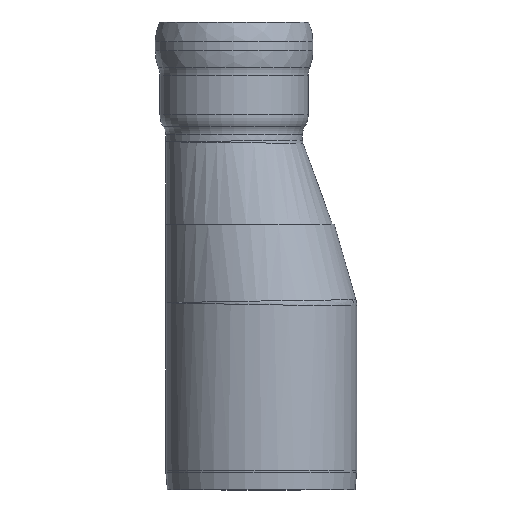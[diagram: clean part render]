
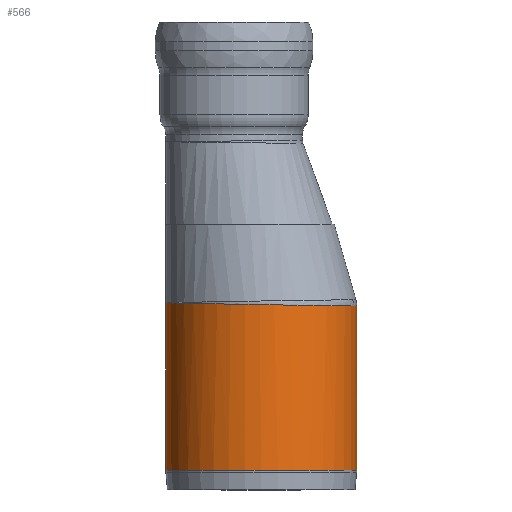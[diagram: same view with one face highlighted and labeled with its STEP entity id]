
A CAD part, front view. The second image highlights one B-rep face of the part: STEP entity #566.
In plain terms, the highlighted cylindrical face has radius 510 mm (diameter 1020 mm), a full revolution.
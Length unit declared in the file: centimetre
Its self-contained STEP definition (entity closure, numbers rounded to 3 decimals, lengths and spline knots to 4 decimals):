
#45=LINE('',#2821,#57);
#57=VECTOR('',#784,51.);
#68=CYLINDRICAL_SURFACE('',#635,51.);
#110=CIRCLE('',#636,51.);
#111=CIRCLE('',#637,51.);
#112=CIRCLE('',#638,51.);
#156=FACE_OUTER_BOUND('',#191,.T.);
#191=EDGE_LOOP('',(#483,#484,#485,#486,#487,#488,#489));
#213=B_SPLINE_CURVE_WITH_KNOTS('',3,(#2658,#2659,#2660,#2661,#2662,#2663,
#2664,#2665,#2666,#2667,#2668,#2669,#2670,#2671,#2672,#2673,#2674,#2675,
#2676,#2677,#2678,#2679,#2680,#2681,#2682,#2683,#2684,#2685,#2686,#2687,
#2688,#2689,#2690,#2691,#2692,#2693,#2694,#2695,#2696,#2697,#2698,#2699),
 .UNSPECIFIED.,.F.,.F.,(4,2,1,1,1,1,1,1,1,1,1,1,1,1,1,1,1,1,1,1,1,1,1,1,
1,1,1,1,1,1,1,1,1,1,1,1,1,1,4),(-0.0684,0.,4.3323,
5.7764,11.5528,14.441,17.3292,20.2174,
23.1056,28.8821,31.7703,33.2144,34.6585,
40.4349,46.2113,49.0995,51.9877,57.7641,
60.6523,63.5405,66.4287,69.3169,72.2051,
75.0933,80.8697,83.758,86.6462,92.4226,
98.199,99.6431,101.0872,103.9754,109.7518,
112.64,115.5282,116.2503,118.4164,121.3046,
121.4303),.UNSPECIFIED.);
#214=B_SPLINE_CURVE_WITH_KNOTS('',3,(#2701,#2702,#2703,#2704,#2705,#2706,
#2707,#2708,#2709,#2710,#2711,#2712,#2713,#2714,#2715,#2716,#2717,#2718,
#2719,#2720,#2721,#2722,#2723,#2724,#2725,#2726,#2727,#2728,#2729,#2730,
#2731,#2732,#2733,#2734,#2735,#2736),.UNSPECIFIED.,.F.,.F.,(4,1,1,1,1,1,
1,1,1,1,1,1,1,1,1,1,1,1,1,1,1,1,1,1,1,1,1,1,1,1,1,2,4),(121.4303,
127.081,129.9692,131.4133,132.8574,138.6339,
144.4103,147.2985,150.1867,155.9631,158.8513,
161.7395,164.6277,167.5159,170.4041,173.2923,
179.0687,181.9569,184.8451,190.6215,196.398,
197.8421,199.2862,202.1744,207.9508,210.839,
213.7272,216.6154,219.5036,225.28,226.7241,
231.0564,231.1249),.UNSPECIFIED.);
#259=VERTEX_POINT('',#2656);
#260=VERTEX_POINT('',#2657);
#261=VERTEX_POINT('',#2700);
#263=VERTEX_POINT('',#2817);
#264=VERTEX_POINT('',#2818);
#335=EDGE_CURVE('',#259,#260,#213,.T.);
#336=EDGE_CURVE('',#260,#261,#214,.T.);
#339=EDGE_CURVE('',#263,#264,#110,.T.);
#340=EDGE_CURVE('',#264,#263,#111,.T.);
#341=EDGE_CURVE('',#264,#260,#45,.T.);
#342=EDGE_CURVE('',#261,#259,#112,.T.);
#483=ORIENTED_EDGE('',*,*,#339,.F.);
#484=ORIENTED_EDGE('',*,*,#340,.F.);
#485=ORIENTED_EDGE('',*,*,#341,.T.);
#486=ORIENTED_EDGE('',*,*,#335,.F.);
#487=ORIENTED_EDGE('',*,*,#342,.F.);
#488=ORIENTED_EDGE('',*,*,#336,.F.);
#489=ORIENTED_EDGE('',*,*,#341,.F.);
#566=ADVANCED_FACE('',(#156),#68,.T.);
#635=AXIS2_PLACEMENT_3D('',#2816,#778,#779);
#636=AXIS2_PLACEMENT_3D('',#2819,#780,#781);
#637=AXIS2_PLACEMENT_3D('',#2820,#782,#783);
#638=AXIS2_PLACEMENT_3D('',#2822,#785,#786);
#778=DIRECTION('center_axis',(0.,0.,-1.));
#779=DIRECTION('ref_axis',(-1.,0.,0.));
#780=DIRECTION('center_axis',(0.,0.,-1.));
#781=DIRECTION('ref_axis',(1.,0.,0.));
#782=DIRECTION('center_axis',(0.,0.,-1.));
#783=DIRECTION('ref_axis',(1.,0.,0.));
#784=DIRECTION('',(0.,0.,1.));
#785=DIRECTION('center_axis',(0.,0.,1.));
#786=DIRECTION('ref_axis',(-1.,0.,0.));
#2656=CARTESIAN_POINT('',(-50.9975,-0.5059,100.));
#2657=CARTESIAN_POINT('',(51.,0.,98.318));
#2658=CARTESIAN_POINT('Ctrl Pts',(-50.9975,-0.5059,
100.));
#2659=CARTESIAN_POINT('Ctrl Pts',(-50.9972,-0.5357,
99.9999));
#2660=CARTESIAN_POINT('Ctrl Pts',(-50.9969,-0.5656,
99.9998));
#2661=CARTESIAN_POINT('Ctrl Pts',(-50.9744,-2.4839,99.9945));
#2662=CARTESIAN_POINT('Ctrl Pts',(-50.8049,-5.007,99.9851));
#2663=CARTESIAN_POINT('Ctrl Pts',(-50.091,-10.012,99.9602));
#2664=CARTESIAN_POINT('Ctrl Pts',(-49.0662,-14.3065,99.9319));
#2665=CARTESIAN_POINT('Ctrl Pts',(-47.3519,-19.068,99.8907));
#2666=CARTESIAN_POINT('Ctrl Pts',(-45.8087,-22.5237,99.8558));
#2667=CARTESIAN_POINT('Ctrl Pts',(-44.0151,-25.8548,99.817));
#2668=CARTESIAN_POINT('Ctrl Pts',(-41.2805,-30.1377,99.7598));
#2669=CARTESIAN_POINT('Ctrl Pts',(-38.0702,-34.1022,99.6956));
#2670=CARTESIAN_POINT('Ctrl Pts',(-34.9105,-37.216,99.6344));
#2671=CARTESIAN_POINT('Ctrl Pts',(-33.0219,-38.8811,99.5983));
#2672=CARTESIAN_POINT('Ctrl Pts',(-30.0914,-41.278,99.5429));
#2673=CARTESIAN_POINT('Ctrl Pts',(-25.3369,-44.4819,99.4548));
#2674=CARTESIAN_POINT('Ctrl Pts',(-19.5763,-47.2117,99.3514));
#2675=CARTESIAN_POINT('Ctrl Pts',(-14.8136,-48.8498,99.2677));
#2676=CARTESIAN_POINT('Ctrl Pts',(-9.9146,-50.14,99.1828));
#2677=CARTESIAN_POINT('Ctrl Pts',(-4.8654,-50.8791,99.0971));
#2678=CARTESIAN_POINT('Ctrl Pts',(0.2096,-51.0464,99.0127));
#2679=CARTESIAN_POINT('Ctrl Pts',(3.9885,-50.8906,98.9508));
#2680=CARTESIAN_POINT('Ctrl Pts',(7.7468,-50.4556,98.8902));
#2681=CARTESIAN_POINT('Ctrl Pts',(11.4691,-49.7415,98.831));
#2682=CARTESIAN_POINT('Ctrl Pts',(15.1151,-48.7576,98.7739));
#2683=CARTESIAN_POINT('Ctrl Pts',(19.9031,-47.0765,98.7002));
#2684=CARTESIAN_POINT('Ctrl Pts',(24.4963,-44.8585,98.6313));
#2685=CARTESIAN_POINT('Ctrl Pts',(28.7901,-42.1531,98.5689));
#2686=CARTESIAN_POINT('Ctrl Pts',(32.8405,-39.1617,98.5112));
#2687=CARTESIAN_POINT('Ctrl Pts',(37.5117,-34.8346,98.4471));
#2688=CARTESIAN_POINT('Ctrl Pts',(41.0895,-30.349,98.4012));
#2689=CARTESIAN_POINT('Ctrl Pts',(43.1682,-27.179,98.3759));
#2690=CARTESIAN_POINT('Ctrl Pts',(44.4697,-25.0243,98.3606));
#2691=CARTESIAN_POINT('Ctrl Pts',(46.5471,-21.1109,98.3372));
#2692=CARTESIAN_POINT('Ctrl Pts',(48.4209,-16.3635,98.3191));
#2693=CARTESIAN_POINT('Ctrl Pts',(49.7446,-11.4577,98.3101));
#2694=CARTESIAN_POINT('Ctrl Pts',(50.2792,-8.6652,98.3084));
#2695=CARTESIAN_POINT('Ctrl Pts',(50.6378,-6.1725,98.3088));
#2696=CARTESIAN_POINT('Ctrl Pts',(50.9052,-3.6566,98.3107));
#2697=CARTESIAN_POINT('Ctrl Pts',(50.998,-1.3809,98.3147));
#2698=CARTESIAN_POINT('Ctrl Pts',(51.,-0.0553,
98.3179));
#2699=CARTESIAN_POINT('Ctrl Pts',(51.,0.,
98.318));
#2700=CARTESIAN_POINT('',(-48.5026,15.764,100.));
#2701=CARTESIAN_POINT('Ctrl Pts',(51.,0.,
98.318));
#2702=CARTESIAN_POINT('Ctrl Pts',(50.9999,2.4854,98.324));
#2703=CARTESIAN_POINT('Ctrl Pts',(50.724,6.2477,98.3375));
#2704=CARTESIAN_POINT('Ctrl Pts',(49.9248,10.549,98.3606));
#2705=CARTESIAN_POINT('Ctrl Pts',(49.3287,12.9949,98.3759));
#2706=CARTESIAN_POINT('Ctrl Pts',(48.2954,16.642,98.4012));
#2707=CARTESIAN_POINT('Ctrl Pts',(46.2262,21.9936,98.4471));
#2708=CARTESIAN_POINT('Ctrl Pts',(43.0663,27.5216,98.5112));
#2709=CARTESIAN_POINT('Ctrl Pts',(40.0983,31.5893,98.5689));
#2710=CARTESIAN_POINT('Ctrl Pts',(36.8124,35.457,98.6313));
#2711=CARTESIAN_POINT('Ctrl Pts',(33.0949,38.9494,98.7002));
#2712=CARTESIAN_POINT('Ctrl Pts',(29.0307,41.988,98.7739));
#2713=CARTESIAN_POINT('Ctrl Pts',(25.8471,44.0192,98.831));
#2714=CARTESIAN_POINT('Ctrl Pts',(22.5098,45.8159,98.8902));
#2715=CARTESIAN_POINT('Ctrl Pts',(19.0545,47.357,98.9508));
#2716=CARTESIAN_POINT('Ctrl Pts',(15.496,48.638,99.0127));
#2717=CARTESIAN_POINT('Ctrl Pts',(10.604,49.9991,99.0971));
#2718=CARTESIAN_POINT('Ctrl Pts',(5.5653,50.8069,99.1828));
#2719=CARTESIAN_POINT('Ctrl Pts',(0.5048,51.044,99.2677));
#2720=CARTESIAN_POINT('Ctrl Pts',(-4.5298,50.9083,99.3514));
#2721=CARTESIAN_POINT('Ctrl Pts',(-10.8437,50.0301,99.4548));
#2722=CARTESIAN_POINT('Ctrl Pts',(-16.3398,48.3981,99.5429));
#2723=CARTESIAN_POINT('Ctrl Pts',(-19.8539,46.9895,99.5983));
#2724=CARTESIAN_POINT('Ctrl Pts',(-22.1546,45.9668,99.6344));
#2725=CARTESIAN_POINT('Ctrl Pts',(-26.1022,43.9429,99.6956));
#2726=CARTESIAN_POINT('Ctrl Pts',(-30.3529,41.1225,99.7598));
#2727=CARTESIAN_POINT('Ctrl Pts',(-34.2452,37.8558,99.817));
#2728=CARTESIAN_POINT('Ctrl Pts',(-36.9546,35.2152,99.8558));
#2729=CARTESIAN_POINT('Ctrl Pts',(-39.4624,32.3808,99.8907));
#2730=CARTESIAN_POINT('Ctrl Pts',(-42.5247,28.3517,99.9319));
#2731=CARTESIAN_POINT('Ctrl Pts',(-44.7892,24.5616,99.9602));
#2732=CARTESIAN_POINT('Ctrl Pts',(-46.9701,20.0006,99.9851));
#2733=CARTESIAN_POINT('Ctrl Pts',(-47.8878,17.6442,99.9945));
#2734=CARTESIAN_POINT('Ctrl Pts',(-48.4841,15.8207,99.9998));
#2735=CARTESIAN_POINT('Ctrl Pts',(-48.4933,15.7923,99.9999));
#2736=CARTESIAN_POINT('Ctrl Pts',(-48.5026,15.764,100.));
#2816=CARTESIAN_POINT('Origin',(0.,0.,55.262));
#2817=CARTESIAN_POINT('',(0.,-51.,10.5239));
#2818=CARTESIAN_POINT('',(51.,0.,10.5239));
#2819=CARTESIAN_POINT('Origin',(0.,0.,10.5239));
#2820=CARTESIAN_POINT('Origin',(0.,0.,10.5239));
#2821=CARTESIAN_POINT('',(51.,0.,55.262));
#2822=CARTESIAN_POINT('Origin',(0.,0.,100.));
